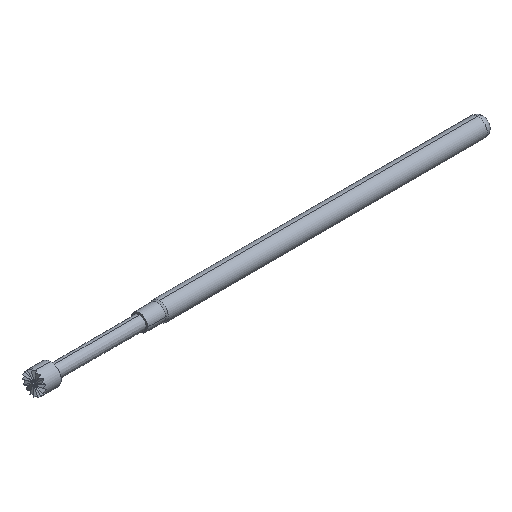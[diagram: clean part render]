
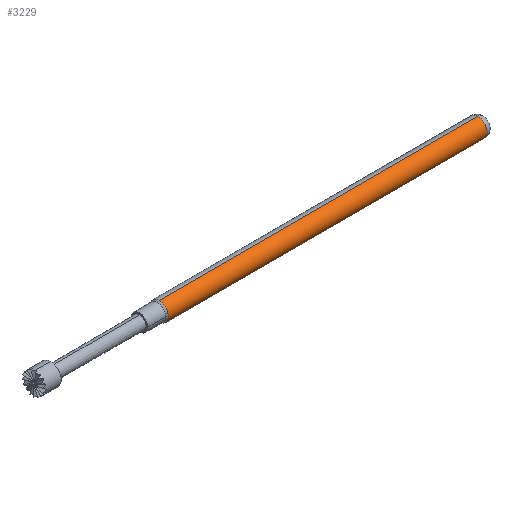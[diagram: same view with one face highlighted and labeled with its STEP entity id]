
A CAD part, isometric view. The second image highlights one B-rep face of the part: STEP entity #3229.
In plain terms, the highlighted cylindrical face has radius 0.683 mm (diameter 1.367 mm), a partial arc.
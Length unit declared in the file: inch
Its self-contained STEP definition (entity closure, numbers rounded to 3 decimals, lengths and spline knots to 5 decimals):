
#116 = CARTESIAN_POINT ( 'NONE',  ( 0.0565, -0.0269, 0. ) ) ;
#134 = DIRECTION ( 'NONE',  ( 0., 1., 0. ) ) ;
#155 = ORIENTED_EDGE ( 'NONE', *, *, #2536, .T. ) ;
#191 = ORIENTED_EDGE ( 'NONE', *, *, #2464, .T. ) ;
#195 = CARTESIAN_POINT ( 'NONE',  ( 0.0565, 0., 0.0269 ) ) ;
#298 = AXIS2_PLACEMENT_3D ( 'NONE', #439, #2510, #2815 ) ;
#335 = CARTESIAN_POINT ( 'NONE',  ( 0.9803, 0., 0.0269 ) ) ;
#356 = CARTESIAN_POINT ( 'NONE',  ( 0.0565, 0., 0. ) ) ;
#439 = CARTESIAN_POINT ( 'NONE',  ( 1.0003, 0., 0. ) ) ;
#476 = AXIS2_PLACEMENT_3D ( 'NONE', #1165, #1152, #1138 ) ;
#504 = VECTOR ( 'NONE', #1197, 39.37008 ) ;
#600 = EDGE_CURVE ( 'NONE', #1225, #2396, #2475, .T. ) ;
#886 = EDGE_CURVE ( 'NONE', #1502, #3021, #2527, .T. ) ;
#905 = AXIS2_PLACEMENT_3D ( 'NONE', #3083, #1564, #134 ) ;
#930 = AXIS2_PLACEMENT_3D ( 'NONE', #356, #1722, #2836 ) ;
#976 = ORIENTED_EDGE ( 'NONE', *, *, #2953, .T. ) ;
#1106 = CARTESIAN_POINT ( 'NONE',  ( 1.0003, 0., -0.0269 ) ) ;
#1138 = DIRECTION ( 'NONE',  ( 0., 0., -1. ) ) ;
#1152 = DIRECTION ( 'NONE',  ( -1., 0., 0. ) ) ;
#1165 = CARTESIAN_POINT ( 'NONE',  ( 0.9803, 0., 0. ) ) ;
#1181 = EDGE_LOOP ( 'NONE', ( #1314, #976, #1257, #191, #155 ) ) ;
#1197 = DIRECTION ( 'NONE',  ( -1., 0., 0. ) ) ;
#1225 = VERTEX_POINT ( 'NONE', #335 ) ;
#1257 = ORIENTED_EDGE ( 'NONE', *, *, #600, .T. ) ;
#1313 = CIRCLE ( 'NONE', #905, 0.0269 ) ;
#1314 = ORIENTED_EDGE ( 'NONE', *, *, #886, .F. ) ;
#1362 = VERTEX_POINT ( 'NONE', #116 ) ;
#1420 = CYLINDRICAL_SURFACE ( 'NONE', #298, 0.0269 ) ;
#1502 = VERTEX_POINT ( 'NONE', #2814 ) ;
#1564 = DIRECTION ( 'NONE',  ( 1., 0., 0. ) ) ;
#1697 = DIRECTION ( 'NONE',  ( -1., 0., 0. ) ) ;
#1711 = CARTESIAN_POINT ( 'NONE',  ( 0.0565, 0., -0.0269 ) ) ;
#1722 = DIRECTION ( 'NONE',  ( 1., 0., 0. ) ) ;
#2396 = VERTEX_POINT ( 'NONE', #195 ) ;
#2464 = EDGE_CURVE ( 'NONE', #2396, #1362, #2654, .T. ) ;
#2475 = LINE ( 'NONE', #2879, #2859 ) ;
#2510 = DIRECTION ( 'NONE',  ( -1., 0., 0. ) ) ;
#2527 = LINE ( 'NONE', #1106, #504 ) ;
#2536 = EDGE_CURVE ( 'NONE', #1362, #3021, #1313, .T. ) ;
#2654 = CIRCLE ( 'NONE', #930, 0.0269 ) ;
#2773 = CIRCLE ( 'NONE', #476, 0.0269 ) ;
#2814 = CARTESIAN_POINT ( 'NONE',  ( 0.9803, 0., -0.0269 ) ) ;
#2815 = DIRECTION ( 'NONE',  ( 0., 0., 1. ) ) ;
#2836 = DIRECTION ( 'NONE',  ( 0., 1., 0. ) ) ;
#2859 = VECTOR ( 'NONE', #1697, 39.37008 ) ;
#2879 = CARTESIAN_POINT ( 'NONE',  ( 1.0003, 0., 0.0269 ) ) ;
#2953 = EDGE_CURVE ( 'NONE', #1502, #1225, #2773, .T. ) ;
#3021 = VERTEX_POINT ( 'NONE', #1711 ) ;
#3083 = CARTESIAN_POINT ( 'NONE',  ( 0.0565, 0., 0. ) ) ;
#3218 = FACE_OUTER_BOUND ( 'NONE', #1181, .T. ) ;
#3229 = ADVANCED_FACE ( 'NONE', ( #3218 ), #1420, .T. ) ;
